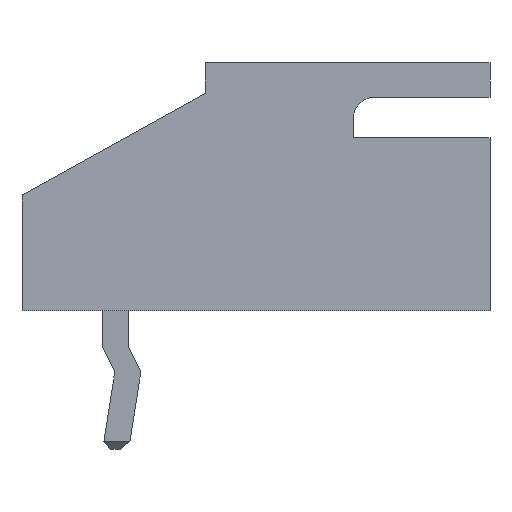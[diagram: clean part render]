
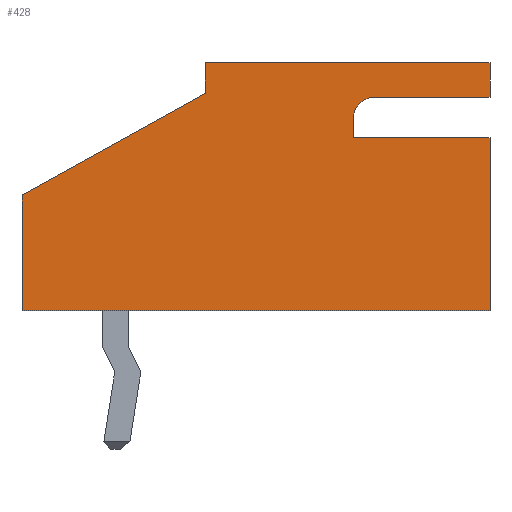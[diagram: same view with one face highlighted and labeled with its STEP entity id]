
A CAD part, left-side view. The second image highlights one B-rep face of the part: STEP entity #428.
In plain terms, the highlighted planar face has unit normal (-1, 0, 0).
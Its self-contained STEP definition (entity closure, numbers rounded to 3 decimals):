
#94 = VERTEX_POINT('',#95);
#95 = CARTESIAN_POINT('',(-2.45,-9.2,4.25));
#101 = EDGE_CURVE('',#94,#102,#104,.T.);
#102 = VERTEX_POINT('',#103);
#103 = CARTESIAN_POINT('',(-2.45,-9.2,0.35));
#104 = LINE('',#105,#106);
#105 = CARTESIAN_POINT('',(-2.45,-9.2,6.1));
#106 = VECTOR('',#107,1.);
#107 = DIRECTION('',(0.,0.,-1.));
#109 = EDGE_CURVE('',#110,#102,#112,.T.);
#110 = VERTEX_POINT('',#111);
#111 = CARTESIAN_POINT('',(-2.45,-9.2,0.));
#112 = LINE('',#113,#114);
#113 = CARTESIAN_POINT('',(-2.45,-9.2,0.));
#114 = VECTOR('',#115,1.);
#115 = DIRECTION('',(0.,0.,1.));
#409 = VERTEX_POINT('',#410);
#410 = CARTESIAN_POINT('',(-2.45,-5.85,4.25));
#416 = EDGE_CURVE('',#409,#94,#417,.T.);
#417 = LINE('',#418,#419);
#418 = CARTESIAN_POINT('',(-2.45,-4.025,4.25));
#419 = VECTOR('',#420,1.);
#420 = DIRECTION('',(0.,-1.,0.));
#428 = ADVANCED_FACE('',(#429),#505,.T.);
#429 = FACE_BOUND('',#430,.T.);
#430 = EDGE_LOOP('',(#431,#441,#449,#457,#463,#464,#465,#466,#474,#483,
#491,#499));
#431 = ORIENTED_EDGE('',*,*,#432,.T.);
#432 = EDGE_CURVE('',#433,#435,#437,.T.);
#433 = VERTEX_POINT('',#434);
#434 = CARTESIAN_POINT('',(-2.45,-2.2,6.1));
#435 = VERTEX_POINT('',#436);
#436 = CARTESIAN_POINT('',(-2.45,-2.2,5.35));
#437 = LINE('',#438,#439);
#438 = CARTESIAN_POINT('',(-2.45,-2.2,6.1));
#439 = VECTOR('',#440,1.);
#440 = DIRECTION('',(0.,0.,-1.));
#441 = ORIENTED_EDGE('',*,*,#442,.T.);
#442 = EDGE_CURVE('',#435,#443,#445,.T.);
#443 = VERTEX_POINT('',#444);
#444 = CARTESIAN_POINT('',(-2.45,2.3,2.85));
#445 = LINE('',#446,#447);
#446 = CARTESIAN_POINT('',(-2.45,-2.2,5.35));
#447 = VECTOR('',#448,1.);
#448 = DIRECTION('',(0.,0.874,-0.486)
);
#449 = ORIENTED_EDGE('',*,*,#450,.T.);
#450 = EDGE_CURVE('',#443,#451,#453,.T.);
#451 = VERTEX_POINT('',#452);
#452 = CARTESIAN_POINT('',(-2.45,2.3,0.));
#453 = LINE('',#454,#455);
#454 = CARTESIAN_POINT('',(-2.45,2.3,2.85));
#455 = VECTOR('',#456,1.);
#456 = DIRECTION('',(-0.,0.,-1.));
#457 = ORIENTED_EDGE('',*,*,#458,.T.);
#458 = EDGE_CURVE('',#451,#110,#459,.T.);
#459 = LINE('',#460,#461);
#460 = CARTESIAN_POINT('',(-2.45,2.3,0.));
#461 = VECTOR('',#462,1.);
#462 = DIRECTION('',(0.,-1.,0.));
#463 = ORIENTED_EDGE('',*,*,#109,.T.);
#464 = ORIENTED_EDGE('',*,*,#101,.F.);
#465 = ORIENTED_EDGE('',*,*,#416,.F.);
#466 = ORIENTED_EDGE('',*,*,#467,.F.);
#467 = EDGE_CURVE('',#468,#409,#470,.T.);
#468 = VERTEX_POINT('',#469);
#469 = CARTESIAN_POINT('',(-2.45,-5.85,4.75));
#470 = LINE('',#471,#472);
#471 = CARTESIAN_POINT('',(-2.45,-5.85,5.425));
#472 = VECTOR('',#473,1.);
#473 = DIRECTION('',(0.,0.,-1.));
#474 = ORIENTED_EDGE('',*,*,#475,.T.);
#475 = EDGE_CURVE('',#468,#476,#478,.T.);
#476 = VERTEX_POINT('',#477);
#477 = CARTESIAN_POINT('',(-2.45,-6.35,5.25));
#478 = CIRCLE('',#479,0.5);
#479 = AXIS2_PLACEMENT_3D('',#480,#481,#482);
#480 = CARTESIAN_POINT('',(-2.45,-6.35,4.75));
#481 = DIRECTION('',(1.,0.,0.));
#482 = DIRECTION('',(0.,0.,1.));
#483 = ORIENTED_EDGE('',*,*,#484,.F.);
#484 = EDGE_CURVE('',#485,#476,#487,.T.);
#485 = VERTEX_POINT('',#486);
#486 = CARTESIAN_POINT('',(-2.45,-9.2,5.25));
#487 = LINE('',#488,#489);
#488 = CARTESIAN_POINT('',(-2.45,-5.7,5.25));
#489 = VECTOR('',#490,1.);
#490 = DIRECTION('',(0.,1.,0.));
#491 = ORIENTED_EDGE('',*,*,#492,.F.);
#492 = EDGE_CURVE('',#493,#485,#495,.T.);
#493 = VERTEX_POINT('',#494);
#494 = CARTESIAN_POINT('',(-2.45,-9.2,6.1));
#495 = LINE('',#496,#497);
#496 = CARTESIAN_POINT('',(-2.45,-9.2,6.1));
#497 = VECTOR('',#498,1.);
#498 = DIRECTION('',(0.,0.,-1.));
#499 = ORIENTED_EDGE('',*,*,#500,.F.);
#500 = EDGE_CURVE('',#433,#493,#501,.T.);
#501 = LINE('',#502,#503);
#502 = CARTESIAN_POINT('',(-2.45,-2.2,6.1));
#503 = VECTOR('',#504,1.);
#504 = DIRECTION('',(0.,-1.,0.));
#505 = PLANE('',#506);
#506 = AXIS2_PLACEMENT_3D('',#507,#508,#509);
#507 = CARTESIAN_POINT('',(-2.45,-2.2,6.1));
#508 = DIRECTION('',(-1.,0.,0.));
#509 = DIRECTION('',(0.,0.,1.));
